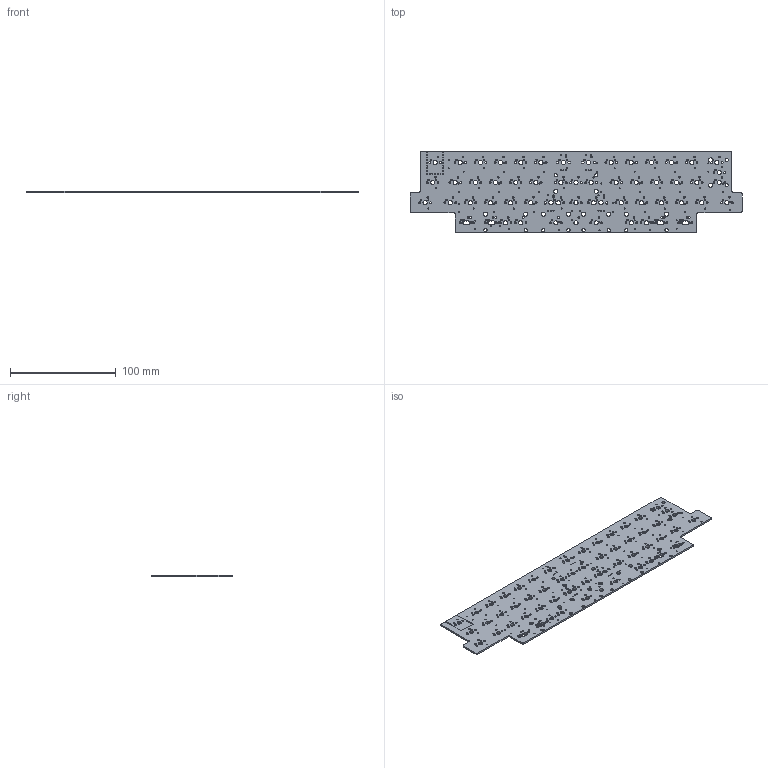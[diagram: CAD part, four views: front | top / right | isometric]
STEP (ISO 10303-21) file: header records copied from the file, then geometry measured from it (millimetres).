
FILE_DESCRIPTION(('KiCad electronic assembly'),'2;1');
FILE_NAME('NEC.step','2023-03-05T17:45:47',('Pcbnew'),('Kicad'), 'Open CASCADE STEP processor 7.6','KiCad to STEP converter','Unknown' );
FILE_SCHEMA(('AUTOMOTIVE_DESIGN { 1 0 10303 214 1 1 1 1 }'));
Length unit declared in the file: millimetre
Products named in the file (2): NEC 1; PCB
Assembly tree (1 placements, depth 2):
  NEC 1
    PCB
Bounding box: 314.33 x 77.48 x 1.6 mm (x, y, z)
Volume: 32561.2 mm3; surface area: 46223.6 mm2
Topology: 1 solids, 1 shells, 802 faces, 2396 edges, 1600 vertices
Faces by surface type: cylinder 495, plane 307
Full cylindrical faces by diameter (mm): 0.8 x23, 1 x122, 1.5 x2, 1.524 x121, 1.75 x99, 3.048 x12, 3.988 x60, 4 x1
Entity records: 63419 total; most frequent: CARTESIAN_POINT 15872, DIRECTION 8676, LINE 5048, VECTOR 5048, ORIENTED_EDGE 4792, PCURVE 4792, DEFINITIONAL_REPRESENTATION 4792, EDGE_CURVE 2396
